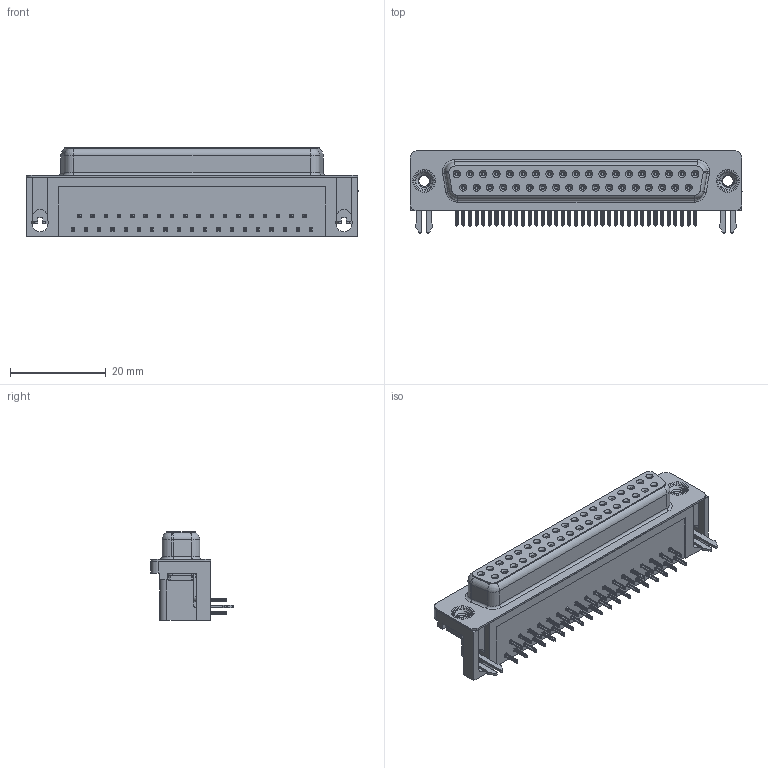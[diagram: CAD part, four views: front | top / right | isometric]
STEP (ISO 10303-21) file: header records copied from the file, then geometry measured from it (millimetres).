
FILE_DESCRIPTION (( 'STEP AP203' ), '1' );
FILE_NAME ('MHDR-37FNS-A1.STEP', '2025-12-10T20:57:02', ( '' ), ( '' ), 'SwSTEP 2.0', 'SolidWorks 2023', '' );
FILE_SCHEMA (( 'CONFIG_CONTROL_DESIGN' ));
Length unit declared in the file: millimetre
Products named in the file (7): MHDR Shell_37 Socket; MHDR-37FNS-A1; MHDR Socket Bottom; MHDR Housing_37 Socket; MHDR 2 Prong Board Lock; MHDR 4-40 Threaded Rivet; MHDR Contact Top
Assembly tree (43 placements, depth 2):
  MHDR-37FNS-A1
    MHDR Housing_37 Socket
    MHDR Shell_37 Socket
    MHDR Socket Bottom  x18
    MHDR Contact Top  x19
    MHDR 2 Prong Board Lock  x2
    MHDR 4-40 Threaded Rivet  x2
Bounding box: 69.4 x 17.19 x 18.6 mm (x, y, z)
Volume: 10703.1 mm3; surface area: 12779.6 mm2
Topology: 43 solids, 43 shells, 5602 faces, 14718 edges, 9228 vertices
Faces by surface type: plane 2536, cylinder 1306, bspline 1266, cone 456, torus 38
Entity records: 37013 total; most frequent: CARTESIAN_POINT 10728, ORIENTED_EDGE 5154, DIRECTION 4852, EDGE_CURVE 2577, VECTOR 1754, LINE 1754, VERTEX_POINT 1650, AXIS2_PLACEMENT_3D 1549
